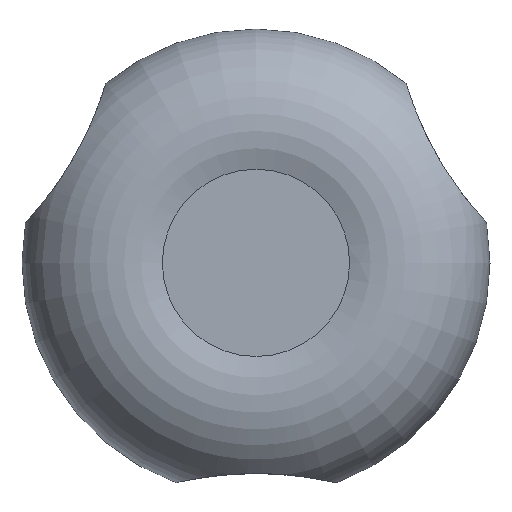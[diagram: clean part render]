
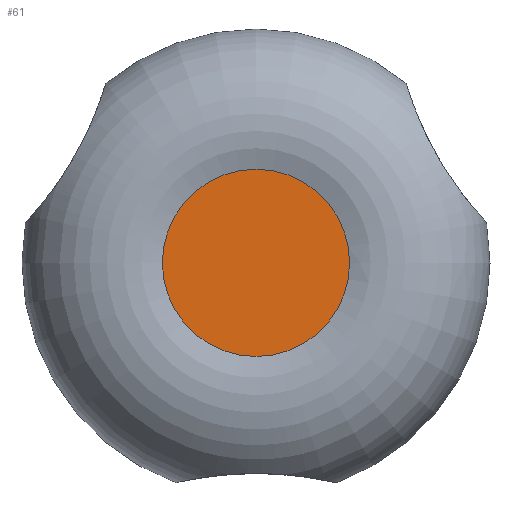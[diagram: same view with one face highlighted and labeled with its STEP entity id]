
A CAD part, top view. The second image highlights one B-rep face of the part: STEP entity #61.
In plain terms, the highlighted planar face has unit normal (0, 0, 1).
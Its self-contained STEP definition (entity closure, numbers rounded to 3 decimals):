
#61 = ADVANCED_FACE( '', ( #130 ), #131, .F. );
#130 = FACE_OUTER_BOUND( '', #196, .T. );
#131 = PLANE( '', #197 );
#196 = EDGE_LOOP( '', ( #278 ) );
#197 = AXIS2_PLACEMENT_3D( '', #279, #280, #281 );
#278 = ORIENTED_EDGE( '', *, *, #323, .T. );
#279 = CARTESIAN_POINT( '', ( 0., 0., 17.672 ) );
#280 = DIRECTION( '', ( 0., 0., -1. ) );
#281 = DIRECTION( '', ( -1., 0., 0. ) );
#323 = EDGE_CURVE( '', #365, #365, #366, .T. );
#365 = VERTEX_POINT( '', #583 );
#366 = CIRCLE( '', #584, 4. );
#583 = CARTESIAN_POINT( '', ( 4., 0., 17.672 ) );
#584 = AXIS2_PLACEMENT_3D( '', #619, #620, #621 );
#619 = CARTESIAN_POINT( '', ( 0., 0., 17.672 ) );
#620 = DIRECTION( '', ( 0., 0., 1. ) );
#621 = DIRECTION( '', ( 1., 0., 0. ) );
